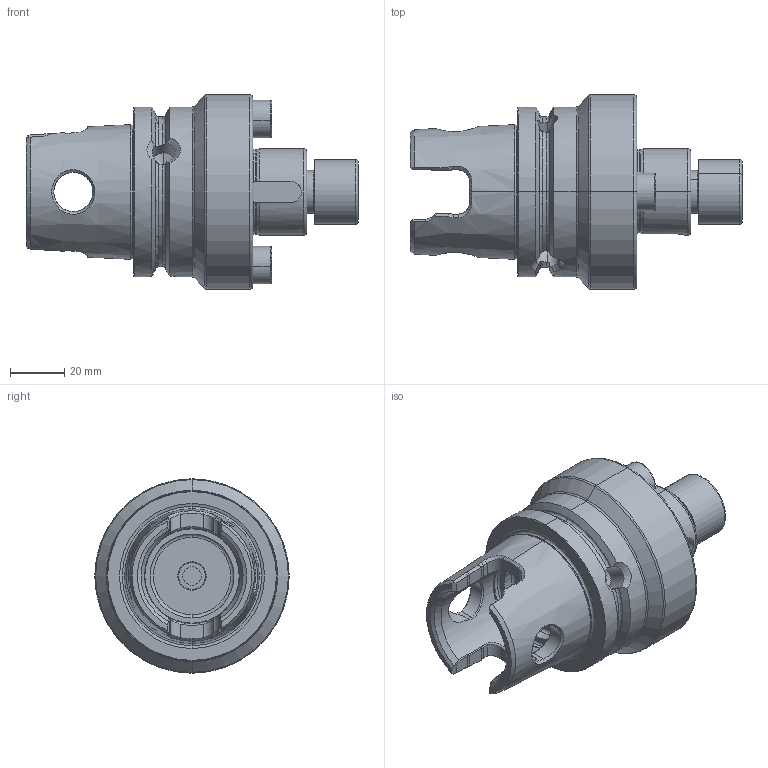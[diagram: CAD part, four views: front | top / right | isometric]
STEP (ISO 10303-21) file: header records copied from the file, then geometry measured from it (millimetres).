
FILE_DESCRIPTION (( 'STEP AP203' ), '1' );
FILE_NAME ('KY6.D32.K21.040.STEP', '2018-02-19T14:18:23', ( 'SWIAdmin' ), ( 'Hewlett-Packard Company' ), 'SwSTEP 2.0', 'SolidWorks 2017', '' );
FILE_SCHEMA (( 'CONFIG_CONTROL_DESIGN' ));
Length unit declared in the file: millimetre
Products named in the file (4): KY6-D32.K21.040_A; D32-ER1.002.035_A; D32-ER2.001.022_B; KY6.D32.K21.040
Assembly tree (4 placements, depth 2):
  KY6.D32.K21.040
    KY6-D32.K21.040_A
    D32-ER1.002.035_A
    D32-ER2.001.022_B  x2
Bounding box: 122.95 x 72 x 72 mm (x, y, z)
Volume: 198694 mm3; surface area: 39728.9 mm2
Topology: 4 solids, 4 shells, 393 faces, 954 edges, 564 vertices
Faces by surface type: cylinder 103, cone 88, plane 87, torus 65, bspline 50
Entity records: 13493 total; most frequent: CARTESIAN_POINT 5449, ORIENTED_EDGE 1692, DIRECTION 1433, EDGE_CURVE 846, AXIS2_PLACEMENT_3D 597, VERTEX_POINT 513, EDGE_LOOP 377, ADVANCED_FACE 353
